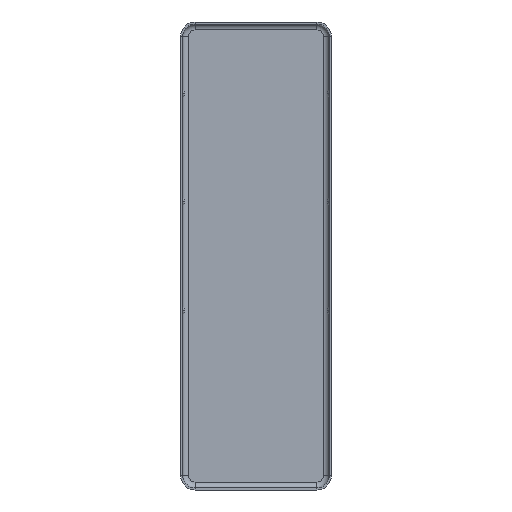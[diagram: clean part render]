
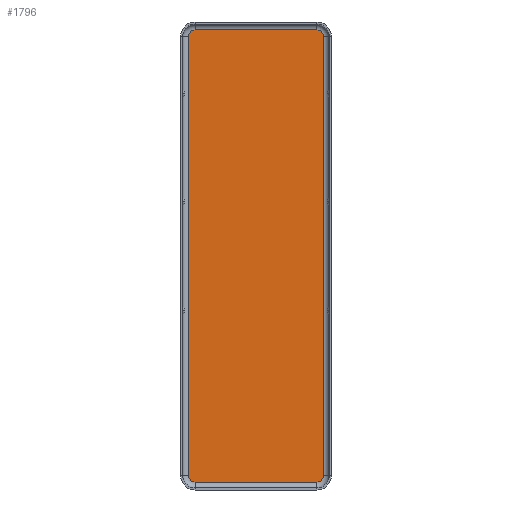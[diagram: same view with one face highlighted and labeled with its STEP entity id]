
A CAD part, front view. The second image highlights one B-rep face of the part: STEP entity #1796.
In plain terms, the highlighted planar face has unit normal (0, -1, 0).
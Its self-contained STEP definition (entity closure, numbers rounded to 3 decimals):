
#17 = VERTEX_POINT ( 'NONE', #777 ) ;
#59 = DIRECTION ( 'NONE',  ( 0., 0., -1. ) ) ;
#83 = EDGE_CURVE ( 'NONE', #338, #976, #632, .T. ) ;
#107 = EDGE_CURVE ( 'NONE', #1358, #307, #508, .T. ) ;
#128 = CARTESIAN_POINT ( 'NONE',  ( -9.35, 0., 30.45 ) ) ;
#146 = PLANE ( 'NONE',  #732 ) ;
#198 = DIRECTION ( 'NONE',  ( 0., 0., 1. ) ) ;
#213 = EDGE_LOOP ( 'NONE', ( #244, #1769, #1728, #1751, #488, #1101, #1520, #1815 ) ) ;
#238 = EDGE_CURVE ( 'NONE', #1181, #976, #1872, .T. ) ;
#244 = ORIENTED_EDGE ( 'NONE', *, *, #107, .F. ) ;
#263 = LINE ( 'NONE', #1916, #858 ) ;
#286 = CARTESIAN_POINT ( 'NONE',  ( -8.45, 0., -30.45 ) ) ;
#307 = VERTEX_POINT ( 'NONE', #1489 ) ;
#338 = VERTEX_POINT ( 'NONE', #1330 ) ;
#359 = EDGE_CURVE ( 'NONE', #1505, #1497, #263, .T. ) ;
#376 = CARTESIAN_POINT ( 'NONE',  ( 8.45, 0., -30.45 ) ) ;
#393 = CARTESIAN_POINT ( 'NONE',  ( 8.45, 0., -31.35 ) ) ;
#422 = DIRECTION ( 'NONE',  ( 0., 0., -1. ) ) ;
#488 = ORIENTED_EDGE ( 'NONE', *, *, #83, .T. ) ;
#491 = CARTESIAN_POINT ( 'NONE',  ( 8.45, 0., 31.35 ) ) ;
#502 = DIRECTION ( 'NONE',  ( 0., -1., 0. ) ) ;
#508 = LINE ( 'NONE', #393, #1720 ) ;
#632 = LINE ( 'NONE', #491, #985 ) ;
#660 = CARTESIAN_POINT ( 'NONE',  ( 8.45, 0., 30.45 ) ) ;
#728 = AXIS2_PLACEMENT_3D ( 'NONE', #811, #1423, #59 ) ;
#732 = AXIS2_PLACEMENT_3D ( 'NONE', #1087, #1359, #913 ) ;
#777 = CARTESIAN_POINT ( 'NONE',  ( -9.35, 0., -30.45 ) ) ;
#811 = CARTESIAN_POINT ( 'NONE',  ( -8.45, 0., 30.45 ) ) ;
#858 = VECTOR ( 'NONE', #1936, 1000. ) ;
#877 = EDGE_CURVE ( 'NONE', #1497, #1358, #1062, .T. ) ;
#900 = AXIS2_PLACEMENT_3D ( 'NONE', #660, #1719, #1864 ) ;
#913 = DIRECTION ( 'NONE',  ( 0., 0., -1. ) ) ;
#976 = VERTEX_POINT ( 'NONE', #1471 ) ;
#985 = VECTOR ( 'NONE', #1835, 1000. ) ;
#991 = CIRCLE ( 'NONE', #1249, 0.9 ) ;
#1062 = CIRCLE ( 'NONE', #1314, 0.9 ) ;
#1079 = EDGE_CURVE ( 'NONE', #1181, #17, #1341, .T. ) ;
#1087 = CARTESIAN_POINT ( 'NONE',  ( 8.45, 0., -30.45 ) ) ;
#1101 = ORIENTED_EDGE ( 'NONE', *, *, #238, .F. ) ;
#1133 = CARTESIAN_POINT ( 'NONE',  ( 9.35, 0., 30.45 ) ) ;
#1140 = DIRECTION ( 'NONE',  ( -1., 0., 0. ) ) ;
#1154 = VECTOR ( 'NONE', #422, 1000. ) ;
#1181 = VERTEX_POINT ( 'NONE', #128 ) ;
#1213 = FACE_OUTER_BOUND ( 'NONE', #213, .T. ) ;
#1249 = AXIS2_PLACEMENT_3D ( 'NONE', #286, #502, #198 ) ;
#1303 = DIRECTION ( 'NONE',  ( 0., 0., 1. ) ) ;
#1314 = AXIS2_PLACEMENT_3D ( 'NONE', #376, #1897, #1303 ) ;
#1323 = EDGE_CURVE ( 'NONE', #1505, #338, #1573, .T. ) ;
#1330 = CARTESIAN_POINT ( 'NONE',  ( 8.45, 0., 31.35 ) ) ;
#1341 = LINE ( 'NONE', #1949, #1154 ) ;
#1358 = VERTEX_POINT ( 'NONE', #1384 ) ;
#1359 = DIRECTION ( 'NONE',  ( 0., -1., 0. ) ) ;
#1384 = CARTESIAN_POINT ( 'NONE',  ( 8.45, 0., -31.35 ) ) ;
#1423 = DIRECTION ( 'NONE',  ( 0., 1., 0. ) ) ;
#1471 = CARTESIAN_POINT ( 'NONE',  ( -8.45, 0., 31.35 ) ) ;
#1489 = CARTESIAN_POINT ( 'NONE',  ( -8.45, 0., -31.35 ) ) ;
#1497 = VERTEX_POINT ( 'NONE', #1746 ) ;
#1505 = VERTEX_POINT ( 'NONE', #1133 ) ;
#1520 = ORIENTED_EDGE ( 'NONE', *, *, #1079, .T. ) ;
#1573 = CIRCLE ( 'NONE', #900, 0.9 ) ;
#1719 = DIRECTION ( 'NONE',  ( 0., -1., 0. ) ) ;
#1720 = VECTOR ( 'NONE', #1140, 1000. ) ;
#1728 = ORIENTED_EDGE ( 'NONE', *, *, #359, .F. ) ;
#1746 = CARTESIAN_POINT ( 'NONE',  ( 9.35, 0., -30.45 ) ) ;
#1751 = ORIENTED_EDGE ( 'NONE', *, *, #1323, .T. ) ;
#1769 = ORIENTED_EDGE ( 'NONE', *, *, #877, .F. ) ;
#1796 = ADVANCED_FACE ( 'NONE', ( #1213 ), #146, .T. ) ;
#1815 = ORIENTED_EDGE ( 'NONE', *, *, #1858, .T. ) ;
#1835 = DIRECTION ( 'NONE',  ( -1., 0., 0. ) ) ;
#1858 = EDGE_CURVE ( 'NONE', #17, #307, #991, .T. ) ;
#1864 = DIRECTION ( 'NONE',  ( 0., 0., -1. ) ) ;
#1872 = CIRCLE ( 'NONE', #728, 0.9 ) ;
#1897 = DIRECTION ( 'NONE',  ( 0., 1., 0. ) ) ;
#1916 = CARTESIAN_POINT ( 'NONE',  ( 9.35, 0., 0. ) ) ;
#1936 = DIRECTION ( 'NONE',  ( 0., 0., -1. ) ) ;
#1949 = CARTESIAN_POINT ( 'NONE',  ( -9.35, 0., 0. ) ) ;
